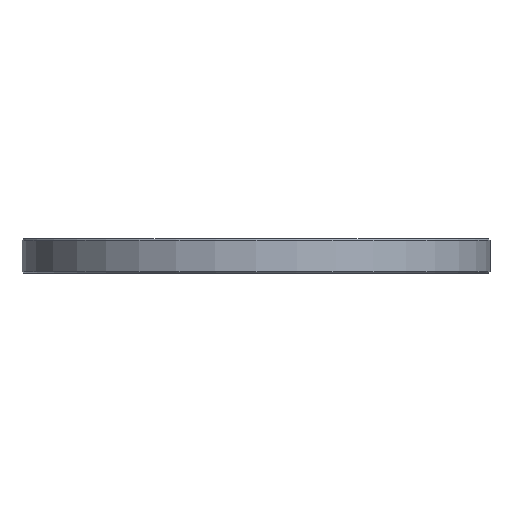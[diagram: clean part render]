
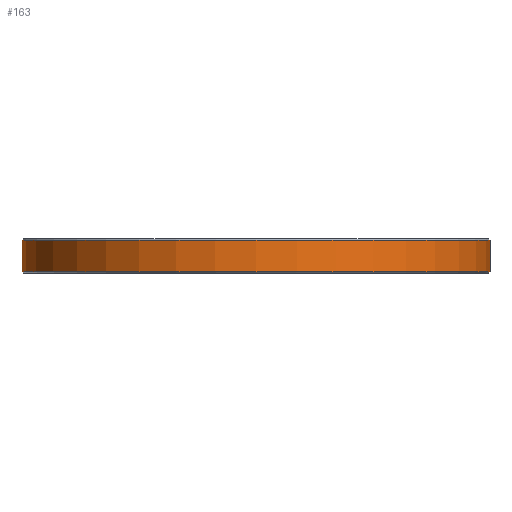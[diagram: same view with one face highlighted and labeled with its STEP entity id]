
A CAD part, front view. The second image highlights one B-rep face of the part: STEP entity #163.
In plain terms, the highlighted cylindrical face has radius 82.5 mm (diameter 165 mm), a partial arc.
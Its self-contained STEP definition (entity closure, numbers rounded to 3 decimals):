
#13 = ORIENTED_EDGE ( 'NONE', *, *, #763, .T. ) ;
#49 = DIRECTION ( 'NONE',  ( 0., 0., 1. ) ) ;
#103 = DIRECTION ( 'NONE',  ( 1., 0., 0. ) ) ;
#121 = DIRECTION ( 'NONE',  ( 0., 0., 1. ) ) ;
#132 = ORIENTED_EDGE ( 'NONE', *, *, #351, .F. ) ;
#163 = ADVANCED_FACE ( 'NONE', ( #938 ), #726, .T. ) ;
#169 = VERTEX_POINT ( 'NONE', #383 ) ;
#173 = CIRCLE ( 'NONE', #408, 82.5 ) ;
#187 = AXIS2_PLACEMENT_3D ( 'NONE', #601, #49, #691 ) ;
#256 = VERTEX_POINT ( 'NONE', #281 ) ;
#281 = CARTESIAN_POINT ( 'NONE',  ( 82.5, 0., -11.5 ) ) ;
#312 = LINE ( 'NONE', #1112, #761 ) ;
#344 = CARTESIAN_POINT ( 'NONE',  ( -82.5, 0., -0.5 ) ) ;
#351 = EDGE_CURVE ( 'NONE', #169, #668, #312, .T. ) ;
#383 = CARTESIAN_POINT ( 'NONE',  ( -82.5, 0., -11.5 ) ) ;
#406 = CARTESIAN_POINT ( 'NONE',  ( 82.5, 0., -0.5 ) ) ;
#408 = AXIS2_PLACEMENT_3D ( 'NONE', #998, #455, #1084 ) ;
#455 = DIRECTION ( 'NONE',  ( 0., 0., 1. ) ) ;
#458 = VERTEX_POINT ( 'NONE', #406 ) ;
#495 = AXIS2_PLACEMENT_3D ( 'NONE', #832, #1099, #103 ) ;
#517 = EDGE_CURVE ( 'NONE', #668, #458, #645, .T. ) ;
#601 = CARTESIAN_POINT ( 'NONE',  ( 0., 0., -0.5 ) ) ;
#645 = CIRCLE ( 'NONE', #187, 82.5 ) ;
#668 = VERTEX_POINT ( 'NONE', #344 ) ;
#691 = DIRECTION ( 'NONE',  ( 1., 0., 0. ) ) ;
#723 = ORIENTED_EDGE ( 'NONE', *, *, #848, .T. ) ;
#726 = CYLINDRICAL_SURFACE ( 'NONE', #495, 82.5 ) ;
#759 = VECTOR ( 'NONE', #1092, 1000. ) ;
#761 = VECTOR ( 'NONE', #121, 1000. ) ;
#763 = EDGE_CURVE ( 'NONE', #169, #256, #173, .T. ) ;
#832 = CARTESIAN_POINT ( 'NONE',  ( 0., 0., 0. ) ) ;
#847 = EDGE_LOOP ( 'NONE', ( #132, #13, #723, #942 ) ) ;
#848 = EDGE_CURVE ( 'NONE', #256, #458, #993, .T. ) ;
#938 = FACE_OUTER_BOUND ( 'NONE', #847, .T. ) ;
#942 = ORIENTED_EDGE ( 'NONE', *, *, #517, .F. ) ;
#993 = LINE ( 'NONE', #1003, #759 ) ;
#998 = CARTESIAN_POINT ( 'NONE',  ( 0., 0., -11.5 ) ) ;
#1003 = CARTESIAN_POINT ( 'NONE',  ( 82.5, 0., 0. ) ) ;
#1084 = DIRECTION ( 'NONE',  ( 1., 0., 0. ) ) ;
#1092 = DIRECTION ( 'NONE',  ( 0., 0., 1. ) ) ;
#1099 = DIRECTION ( 'NONE',  ( 0., 0., 1. ) ) ;
#1112 = CARTESIAN_POINT ( 'NONE',  ( -82.5, 0., 0. ) ) ;
